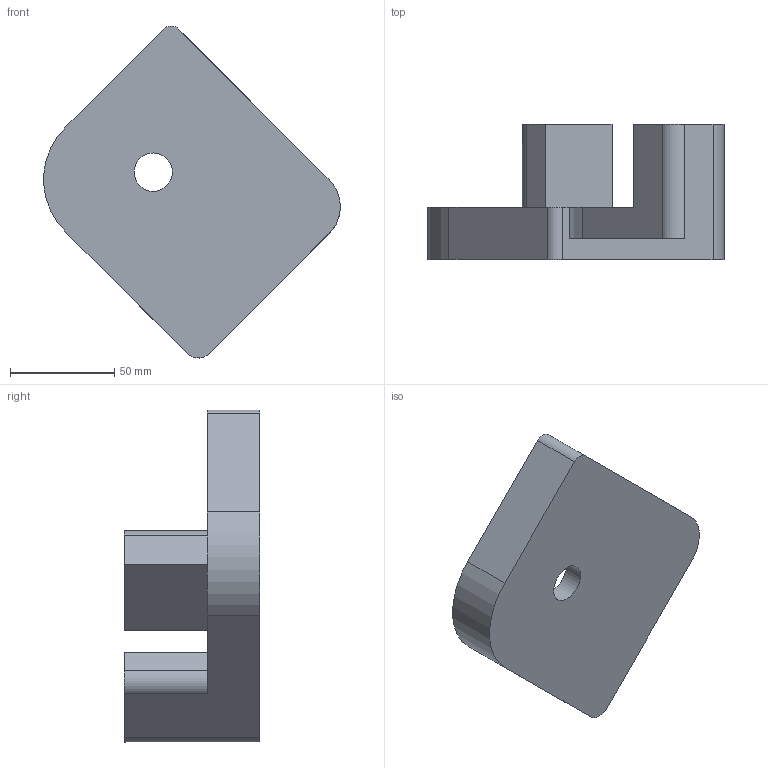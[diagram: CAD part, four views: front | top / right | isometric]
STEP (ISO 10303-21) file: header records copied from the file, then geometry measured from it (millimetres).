
FILE_DESCRIPTION(/* description */ (''),/* implementation_level */ '2;1');
FILE_NAME(/* name */ 'f2fdd831-34a2-461a-94de-50f497dbab6c.stp',/* time_stamp */ '2023-03-19T11:34:30Z',/* author */ (''),/* organization */ (''),/* preprocessor_version */ 'ST-DEVELOPER v19.2',/* originating_system */ 'Autodesk Translation Framework v12.4.0.73',/* authorisation */ '');
FILE_SCHEMA (('AUTOMOTIVE_DESIGN { 1 0 10303 214 3 1 1 }'));
Length unit declared in the file: millimetre
Products named in the file (1): openDogV3_jig_knee
Bounding box: 142.24 x 65 x 159.38 mm (x, y, z)
Volume: 313809 mm3; surface area: 49875.8 mm2
Topology: 1 solids, 1 shells, 25 faces, 69 edges, 46 vertices
Faces by surface type: plane 16, cylinder 9
Full cylindrical faces by diameter (mm): 18.396 x1
Entity records: 846 total; most frequent: CARTESIAN_POINT 141, DIRECTION 140, ORIENTED_EDGE 138, EDGE_CURVE 69, LINE 50, VECTOR 50, VERTEX_POINT 46, AXIS2_PLACEMENT_3D 45
